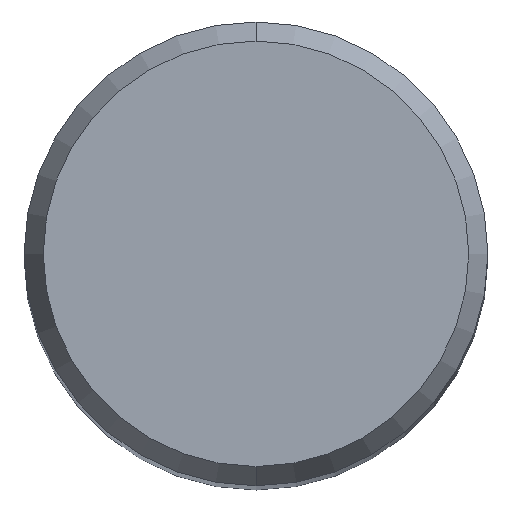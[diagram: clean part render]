
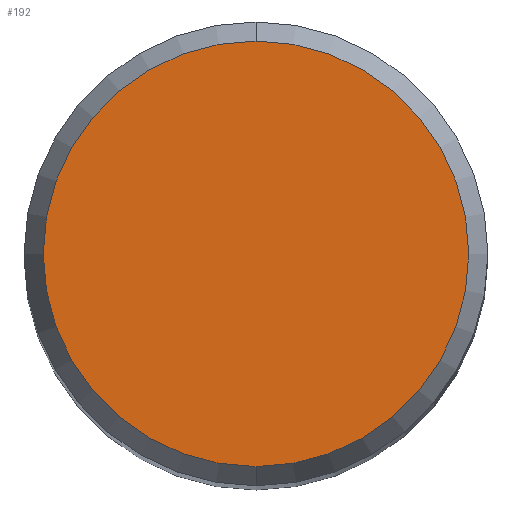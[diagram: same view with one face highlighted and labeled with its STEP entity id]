
A CAD part, top view. The second image highlights one B-rep face of the part: STEP entity #192.
In plain terms, the highlighted planar face has unit normal (0, 0, 1).
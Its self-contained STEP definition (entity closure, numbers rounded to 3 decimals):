
#128=EDGE_CURVE('',#166,#210,#277,.T.);
#166=VERTEX_POINT('',#320);
#192=ADVANCED_FACE('',(#350),#351,.T.);
#196=EDGE_CURVE('',#210,#166,#355,.T.);
#210=VERTEX_POINT('',#370);
#277=CIRCLE('',#444,5.104);
#320=CARTESIAN_POINT('',(0.,-5.104,0.0));
#350=FACE_OUTER_BOUND('',#533,.T.);
#351=PLANE('',#534);
#355=CIRCLE('',#541,5.104);
#370=CARTESIAN_POINT('',(0.0,5.104,0.0));
#444=AXIS2_PLACEMENT_3D('',#622,#623,#624);
#533=EDGE_LOOP('',(#720,#721));
#534=AXIS2_PLACEMENT_3D('',#722,#723,#724);
#541=AXIS2_PLACEMENT_3D('',#726,#727,#728);
#622=CARTESIAN_POINT('',(0.0,0.0,0.0));
#623=DIRECTION('',(0.0,0.0,-1.0));
#624=DIRECTION('',(0.0,1.0,0.0));
#720=ORIENTED_EDGE('',*,*,#196,.F.);
#721=ORIENTED_EDGE('',*,*,#128,.F.);
#722=CARTESIAN_POINT('',(0.0,2.552,0.0));
#723=DIRECTION('',(-0.0,0.0,1.0));
#724=DIRECTION('',(0.0,-1.0,0.0));
#726=CARTESIAN_POINT('',(0.0,0.0,0.0));
#727=DIRECTION('',(0.0,0.0,-1.0));
#728=DIRECTION('',(0.0,1.0,0.0));
